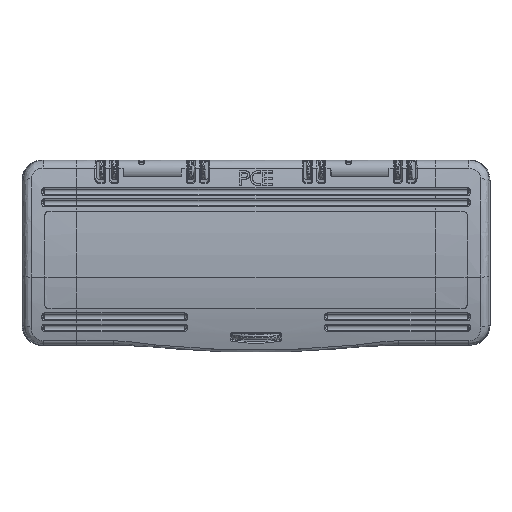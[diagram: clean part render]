
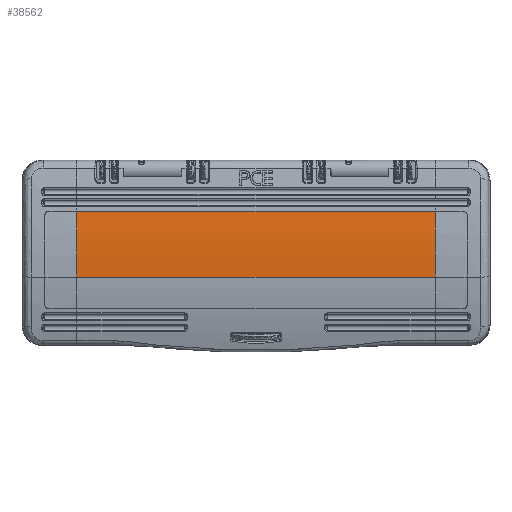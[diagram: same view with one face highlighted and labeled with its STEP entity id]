
A CAD part, top view. The second image highlights one B-rep face of the part: STEP entity #38562.
In plain terms, the highlighted cylindrical face has radius 210 mm (diameter 420 mm), a partial arc.
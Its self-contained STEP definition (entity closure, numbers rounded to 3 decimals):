
#3289 = AXIS2_PLACEMENT_3D ( 'NONE', #40048, #30616, #20840 ) ;
#3318 = VERTEX_POINT ( 'NONE', #21181 ) ;
#3905 = VECTOR ( 'NONE', #12493, 1000. ) ;
#5179 = VERTEX_POINT ( 'NONE', #31178 ) ;
#5501 = VECTOR ( 'NONE', #9864, 1000. ) ;
#5996 = CIRCLE ( 'NONE', #7618, 210. ) ;
#6480 = CARTESIAN_POINT ( 'NONE',  ( -150., -12.25, 15.745 ) ) ;
#6572 = CYLINDRICAL_SURFACE ( 'NONE', #3289, 210. ) ;
#7618 = AXIS2_PLACEMENT_3D ( 'NONE', #12579, #35468, #15897 ) ;
#9864 = DIRECTION ( 'NONE',  ( 1., 0., 0. ) ) ;
#11166 = ORIENTED_EDGE ( 'NONE', *, *, #20282, .F. ) ;
#12493 = DIRECTION ( 'NONE',  ( -1., 0., 0. ) ) ;
#12579 = CARTESIAN_POINT ( 'NONE',  ( 90., 0., -193.898 ) ) ;
#13689 = DIRECTION ( 'NONE',  ( 1., 0., 0. ) ) ;
#15897 = DIRECTION ( 'NONE',  ( 0., 1., 0. ) ) ;
#20282 = EDGE_CURVE ( 'NONE', #3318, #24510, #5996, .T. ) ;
#20363 = EDGE_LOOP ( 'NONE', ( #11166, #22791, #21563, #36226 ) ) ;
#20840 = DIRECTION ( 'NONE',  ( 0., 0., -1. ) ) ;
#21181 = CARTESIAN_POINT ( 'NONE',  ( 90., 20.75, 15.075 ) ) ;
#21481 = LINE ( 'NONE', #35391, #3905 ) ;
#21563 = ORIENTED_EDGE ( 'NONE', *, *, #31457, .T. ) ;
#22791 = ORIENTED_EDGE ( 'NONE', *, *, #27049, .T. ) ;
#24178 = FACE_OUTER_BOUND ( 'NONE', #20363, .T. ) ;
#24510 = VERTEX_POINT ( 'NONE', #39208 ) ;
#25444 = EDGE_CURVE ( 'NONE', #27067, #24510, #40140, .T. ) ;
#27049 = EDGE_CURVE ( 'NONE', #3318, #5179, #21481, .T. ) ;
#27067 = VERTEX_POINT ( 'NONE', #29099 ) ;
#29099 = CARTESIAN_POINT ( 'NONE',  ( -90., -12.25, 15.745 ) ) ;
#30616 = DIRECTION ( 'NONE',  ( 1., 0., 0. ) ) ;
#31178 = CARTESIAN_POINT ( 'NONE',  ( -90., 20.75, 15.075 ) ) ;
#31457 = EDGE_CURVE ( 'NONE', #5179, #27067, #41034, .T. ) ;
#31577 = AXIS2_PLACEMENT_3D ( 'NONE', #33376, #13689, #36499 ) ;
#33376 = CARTESIAN_POINT ( 'NONE',  ( -90., 0., -193.898 ) ) ;
#35391 = CARTESIAN_POINT ( 'NONE',  ( -150., 20.75, 15.075 ) ) ;
#35468 = DIRECTION ( 'NONE',  ( 1., 0., 0. ) ) ;
#36226 = ORIENTED_EDGE ( 'NONE', *, *, #25444, .T. ) ;
#36499 = DIRECTION ( 'NONE',  ( 0., 1., 0. ) ) ;
#38562 = ADVANCED_FACE ( 'NONE', ( #24178 ), #6572, .T. ) ;
#39208 = CARTESIAN_POINT ( 'NONE',  ( 90., -12.25, 15.745 ) ) ;
#40048 = CARTESIAN_POINT ( 'NONE',  ( -150., 0., -193.898 ) ) ;
#40140 = LINE ( 'NONE', #6480, #5501 ) ;
#41034 = CIRCLE ( 'NONE', #31577, 210. ) ;
